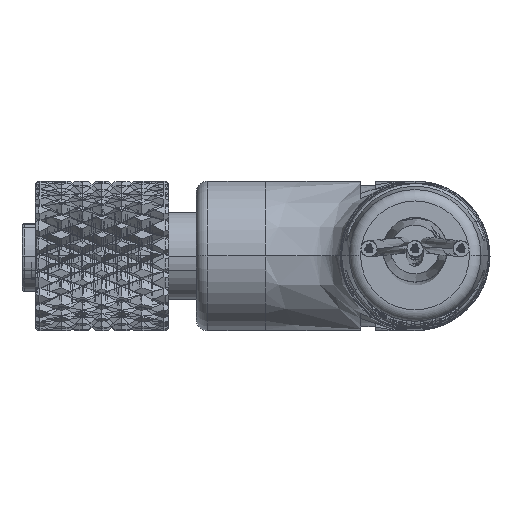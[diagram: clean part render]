
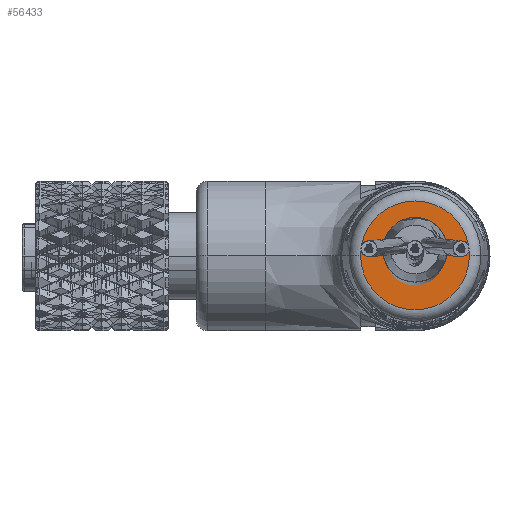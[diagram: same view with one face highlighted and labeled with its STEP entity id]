
A CAD part, top view. The second image highlights one B-rep face of the part: STEP entity #56433.
In plain terms, the highlighted planar face has unit normal (0, 0, 1).
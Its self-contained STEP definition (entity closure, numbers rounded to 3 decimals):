
#1769 = DIRECTION ( 'NONE',  ( 0., 0., -1. ) ) ;
#4500 = CIRCLE ( 'NONE', #18030, 2.363 ) ;
#5959 = DIRECTION ( 'NONE',  ( -1., 0., 0. ) ) ;
#7371 = ORIENTED_EDGE ( 'NONE', *, *, #48373, .T. ) ;
#8079 = PLANE ( 'NONE',  #17879 ) ;
#17879 = AXIS2_PLACEMENT_3D ( 'NONE', #28751, #1769, #56614 ) ;
#18030 = AXIS2_PLACEMENT_3D ( 'NONE', #81448, #39830, #5959 ) ;
#27874 = FACE_OUTER_BOUND ( 'NONE', #63938, .T. ) ;
#28141 = AXIS2_PLACEMENT_3D ( 'NONE', #76838, #35846, #83733 ) ;
#28751 = CARTESIAN_POINT ( 'NONE',  ( 11.5, 0., 16.75 ) ) ;
#30683 = VERTEX_POINT ( 'NONE', #64616 ) ;
#35846 = DIRECTION ( 'NONE',  ( 0., 0., 1. ) ) ;
#36764 = VERTEX_POINT ( 'NONE', #62958 ) ;
#39830 = DIRECTION ( 'NONE',  ( 0., 0., 1. ) ) ;
#44180 = ORIENTED_EDGE ( 'NONE', *, *, #84697, .T. ) ;
#48373 = EDGE_CURVE ( 'NONE', #36764, #30683, #64016, .T. ) ;
#56433 = ADVANCED_FACE ( 'NONE', ( #27874 ), #8079, .F. ) ;
#56614 = DIRECTION ( 'NONE',  ( -1., 0., 0. ) ) ;
#62958 = CARTESIAN_POINT ( 'NONE',  ( 13.863, 0., 16.75 ) ) ;
#63938 = EDGE_LOOP ( 'NONE', ( #44180, #7371 ) ) ;
#64016 = CIRCLE ( 'NONE', #28141, 2.363 ) ;
#64616 = CARTESIAN_POINT ( 'NONE',  ( 9.137, 0., 16.75 ) ) ;
#76838 = CARTESIAN_POINT ( 'NONE',  ( 11.5, 0., 16.75 ) ) ;
#81448 = CARTESIAN_POINT ( 'NONE',  ( 11.5, 0., 16.75 ) ) ;
#83733 = DIRECTION ( 'NONE',  ( -1., 0., 0. ) ) ;
#84697 = EDGE_CURVE ( 'NONE', #30683, #36764, #4500, .T. ) ;
